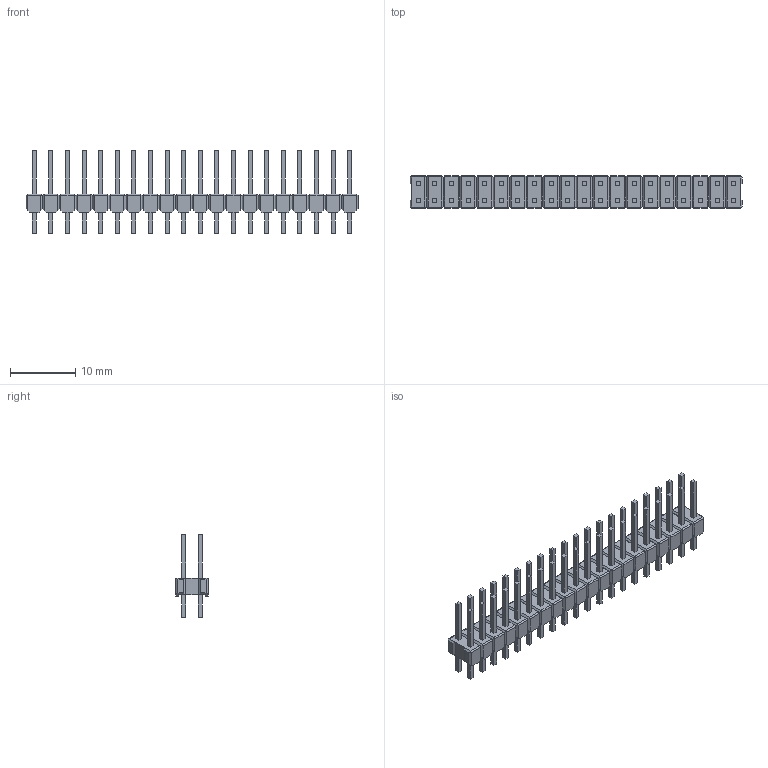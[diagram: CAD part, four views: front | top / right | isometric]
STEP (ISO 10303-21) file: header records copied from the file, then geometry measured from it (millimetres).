
FILE_DESCRIPTION((''),'2;1');
FILE_NAME('C-2-826632-0','2017-03-30T',('workeradm'),('Tyco Electronics Ltd.'),'CREO PARAMETRIC BY PTC INC, 2016050','CREO PARAMETRIC BY PTC INC, 2016050','');
FILE_SCHEMA(('AUTOMOTIVE_DESIGN { 1 0 10303 214 1 1 1 1 }'));
Length unit declared in the file: millimetre
Products named in the file (1): C-2-826632-0
Bounding box: 50.8 x 5 x 12.7 mm (x, y, z)
Volume: 785.7 mm3; surface area: 1897.7 mm2
Topology: 1 solids, 1 shells, 774 faces, 1992 edges, 1300 vertices
Faces by surface type: plane 734, cylinder 40
Entity records: 23240 total; most frequent: CARTESIAN_POINT 4548, ORIENTED_EDGE 3984, DIRECTION 3380, EDGE_CURVE 1992, VECTOR 1832, LINE 1832, VERTEX_POINT 1300, EDGE_LOOP 854
